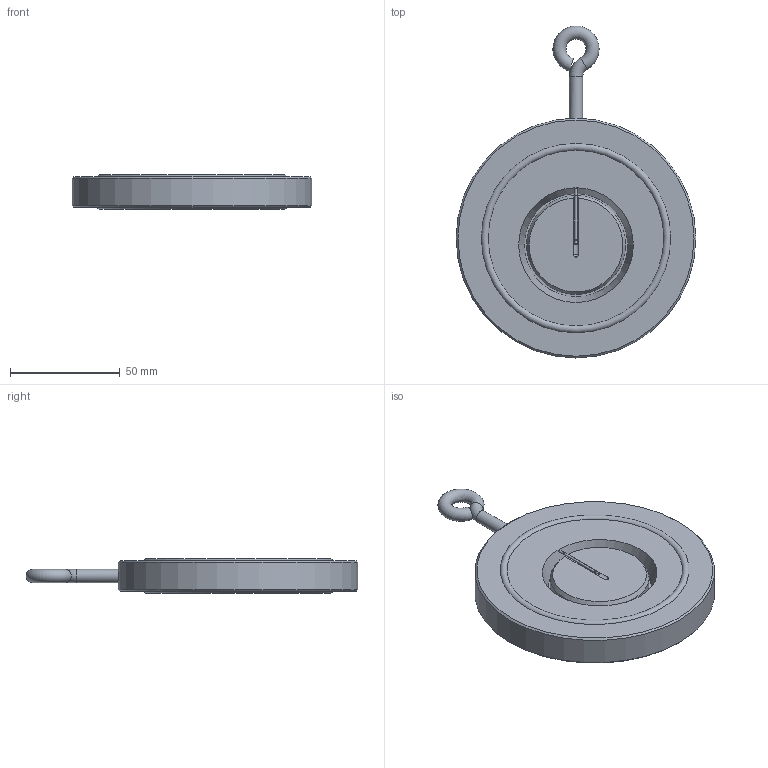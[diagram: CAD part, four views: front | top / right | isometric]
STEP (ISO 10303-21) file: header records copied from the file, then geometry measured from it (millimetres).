
FILE_DESCRIPTION (( 'STEP AP214' ), '1' );
FILE_NAME ('ZRKF-50.STEP', '2021-11-19T13:42:27', ( 'admin' ), ( 'Hewlett-Packard Company' ), 'SwSTEP 2.0', 'SolidWorks 2015', '' );
FILE_SCHEMA (( 'AUTOMOTIVE_DESIGN' ));
Length unit declared in the file: millimetre
Products named in the file (1): ZRKF-50
Bounding box: 109 x 150.99 x 15.8 mm (x, y, z)
Volume: 122489.5 mm3; surface area: 28570.7 mm2
Topology: 1 solids, 2 shells, 37 faces, 68 edges, 43 vertices
Faces by surface type: plane 12, torus 10, cylinder 9, cone 5, sphere 1
Full cylindrical faces by diameter (mm): 1 x3, 5 x1, 6 x1, 32 x1, 45 x1, 109 x1
Entity records: 874 total; most frequent: CARTESIAN_POINT 207, DIRECTION 146, ORIENTED_EDGE 78, AXIS2_PLACEMENT_3D 72, EDGE_LOOP 70, FACE_OUTER_BOUND 55, EDGE_CURVE 39, ADVANCED_FACE 37
